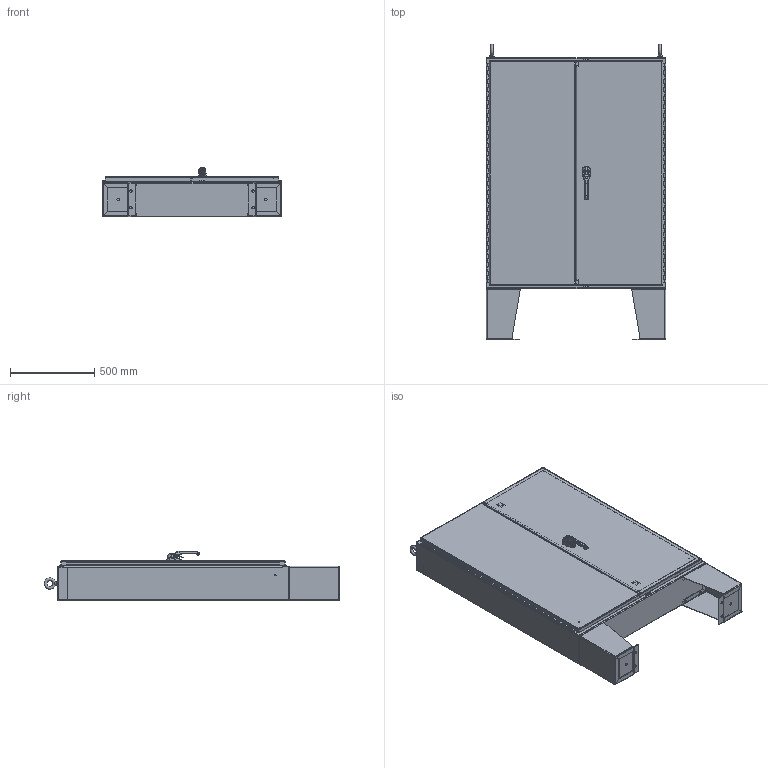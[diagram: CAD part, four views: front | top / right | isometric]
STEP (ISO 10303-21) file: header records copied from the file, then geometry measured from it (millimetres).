
FILE_DESCRIPTION(/* description */ (''),/* implementation_level */ '2;1');
FILE_NAME(/* name */ 'N12544208.stp',/* time_stamp */ '2016-05-30T19:10:38+06:00',/* author */ ('schinnathambi'),/* organization */ (''),/* preprocessor_version */ 'ST-DEVELOPER v16.1',/* originating_system */ 'Autodesk Inventor 2016',/* authorisation */ '');
FILE_SCHEMA (('AUTOMOTIVE_DESIGN { 1 0 10303 214 3 1 1 }'));
Products named in the file (45): HFW3878; 38846; 349132; 30625; 316298; HFW3025; N124208BTM; N124208TOP; N12544208BLR; N125442FIP; HFW3121; HFW31233; HFW369101; N1254STRIPGSKT; HFW3524; N1254DPK; N125442LDR; N125442SDR; 3889; FK1208LG; FK08B; FK1208; 1091-903_AF0_1; 1091-903_AF0_2; 1091-903_AF0; PLASTIC-ROLLER-CAM_AF1; 7379-M6-8X25_AF0; LOCK-NUT_AF0; PLASTIC-ROLLER-CAM_AF0_ASM; SUPPORT-ROLL_AF0; 1091-BR11_AF0; HFW31712; 37025; 3021WIE; HFW3762; 31215; 3862; LARGE_DOOR_ROD_ASSM-37025; HFW328180T; HFW328180L ...
Assembly tree (76 placements, depth 5):
  N12544208
    HFW3878  x2
    38846  x4
    349132  x2
    30625  x2
    316298  x2
    HFW3025  x2
    N124208BTM
    N124208TOP
    N12544208BLR
    N125442FIP
    HFW3121  x2
    HFW31233  x2
    HFW369101  x4
    N1254STRIPGSKT
    HFW3524  x2
    N1254DPK
    N125442LDR
    N125442SDR
    3889  x8
    FK1208  x2
      FK1208LG
      FK08B
    LARGE_DOOR_ROD_ASSM-37025
      HFW31712
        1091-903_AF0
          1091-903_AF0_1
          1091-903_AF0_2
        PLASTIC-ROLLER-CAM_AF0_ASM
          PLASTIC-ROLLER-CAM_AF1
          7379-M6-8X25_AF0
          LOCK-NUT_AF0
        SUPPORT-ROLL_AF0
        1091-BR11_AF0
      37025  x2
      3021WIE  x2
      HFW3762  x4
      31215  x2
      3862  x2
    HFW32450
    HFW328180
      HFW328180T
      HFW328180L
      HFW328180P
    HFW328180_1
      HFW328180T
      HFW328180L
      HFW328180P
Bounding box: 1069.97 x 1758.82 x 295.05 mm (x, y, z)
Volume: 14014243.9 mm3; surface area: 10474820.7 mm2
Topology: 69 solids, 1550 shells, 3497 faces, 11768 edges, 9838 vertices
Faces by surface type: plane 1560, cylinder 1191, torus 266, bspline 246, cone 143, sphere 91
Full cylindrical faces by diameter (mm): 3.048 x2, 3.607 x2, 3.9 x1, 4.2 x2, 4.5 x2, 5 x3, 5.08 x4, 5.69 x4, 6 x1, 6.128 x2, 6.172 x2, 6.337 x6, 6.35 x12, 6.41 x2, 7.023 x16, 7.112 x3, 7.144 x2, 7.938 x2, 8 x1, 8.2 x1, 8.382 x16, 8.56 x4, 9.525 x18, 10.16 x4, 12.7 x2, 13 x1, 13.2 x1, 14.287 x20, 15 x1, 15.875 x8
Entity records: 157066 total; most frequent: CARTESIAN_POINT 70975, DIRECTION 16167, ORIENTED_EDGE 12201, EDGE_CURVE 9439, VERTEX_POINT 8470, AXIS2_PLACEMENT_3D 5764, LINE 4639, VECTOR 4639
